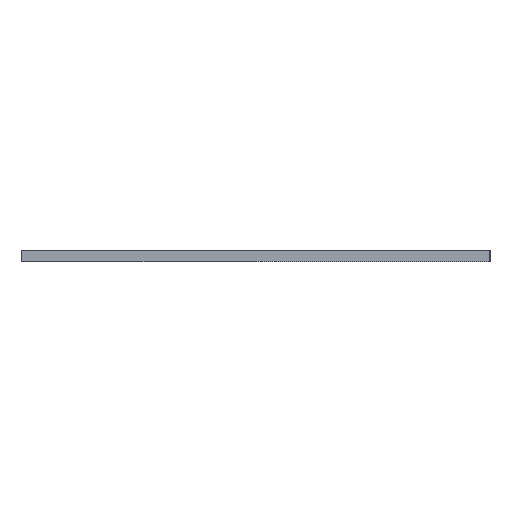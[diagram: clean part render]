
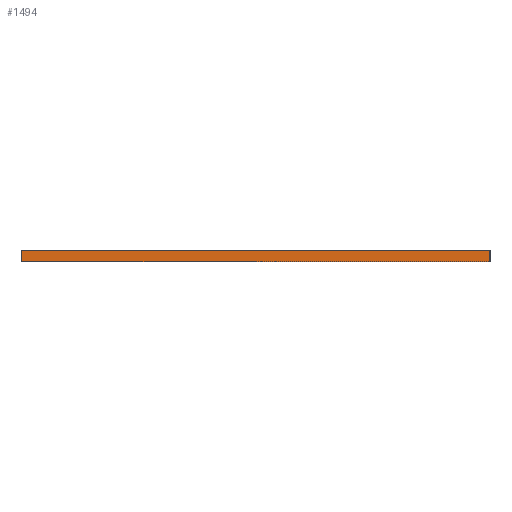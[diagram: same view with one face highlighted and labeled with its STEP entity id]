
A CAD part, left-side view. The second image highlights one B-rep face of the part: STEP entity #1494.
In plain terms, the highlighted planar face has unit normal (-1, 0, 0).
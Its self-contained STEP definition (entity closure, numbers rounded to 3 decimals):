
#17 = LINE ( 'NONE', #929, #1303 ) ;
#24 = VERTEX_POINT ( 'NONE', #1670 ) ;
#49 = CARTESIAN_POINT ( 'NONE',  ( -300., -210., 5. ) ) ;
#116 = VECTOR ( 'NONE', #141, 1000. ) ;
#119 = LINE ( 'NONE', #1480, #1819 ) ;
#130 = ORIENTED_EDGE ( 'NONE', *, *, #726, .F. ) ;
#141 = DIRECTION ( 'NONE',  ( 0., -1., 0. ) ) ;
#302 = CARTESIAN_POINT ( 'NONE',  ( -300., 210., -5. ) ) ;
#315 = VERTEX_POINT ( 'NONE', #302 ) ;
#360 = ORIENTED_EDGE ( 'NONE', *, *, #1398, .F. ) ;
#364 = EDGE_CURVE ( 'NONE', #315, #24, #1871, .T. ) ;
#366 = DIRECTION ( 'NONE',  ( 0., -1., 0. ) ) ;
#399 = EDGE_CURVE ( 'NONE', #24, #643, #958, .T. ) ;
#513 = VECTOR ( 'NONE', #1975, 1000. ) ;
#643 = VERTEX_POINT ( 'NONE', #49 ) ;
#726 = EDGE_CURVE ( 'NONE', #1459, #643, #17, .T. ) ;
#785 = DIRECTION ( 'NONE',  ( 0., -1., 0. ) ) ;
#826 = CARTESIAN_POINT ( 'NONE',  ( -300., -210., -5. ) ) ;
#862 = AXIS2_PLACEMENT_3D ( 'NONE', #1671, #1353, #366 ) ;
#874 = CARTESIAN_POINT ( 'NONE',  ( -300., 210., -5. ) ) ;
#915 = FACE_OUTER_BOUND ( 'NONE', #1266, .T. ) ;
#929 = CARTESIAN_POINT ( 'NONE',  ( -300., 210., 5. ) ) ;
#958 = LINE ( 'NONE', #826, #513 ) ;
#1194 = CARTESIAN_POINT ( 'NONE',  ( -300., 210., 5. ) ) ;
#1197 = PLANE ( 'NONE',  #862 ) ;
#1266 = EDGE_LOOP ( 'NONE', ( #1470, #130, #360, #2104 ) ) ;
#1303 = VECTOR ( 'NONE', #785, 1000. ) ;
#1353 = DIRECTION ( 'NONE',  ( -1., 0., 0. ) ) ;
#1398 = EDGE_CURVE ( 'NONE', #315, #1459, #119, .T. ) ;
#1459 = VERTEX_POINT ( 'NONE', #1194 ) ;
#1470 = ORIENTED_EDGE ( 'NONE', *, *, #399, .T. ) ;
#1480 = CARTESIAN_POINT ( 'NONE',  ( -300., 210., -5. ) ) ;
#1494 = ADVANCED_FACE ( 'NONE', ( #915 ), #1197, .T. ) ;
#1670 = CARTESIAN_POINT ( 'NONE',  ( -300., -210., -5. ) ) ;
#1671 = CARTESIAN_POINT ( 'NONE',  ( -300., 210., -5. ) ) ;
#1819 = VECTOR ( 'NONE', #1977, 1000. ) ;
#1871 = LINE ( 'NONE', #874, #116 ) ;
#1975 = DIRECTION ( 'NONE',  ( 0., 0., 1. ) ) ;
#1977 = DIRECTION ( 'NONE',  ( 0., 0., 1. ) ) ;
#2104 = ORIENTED_EDGE ( 'NONE', *, *, #364, .T. ) ;
